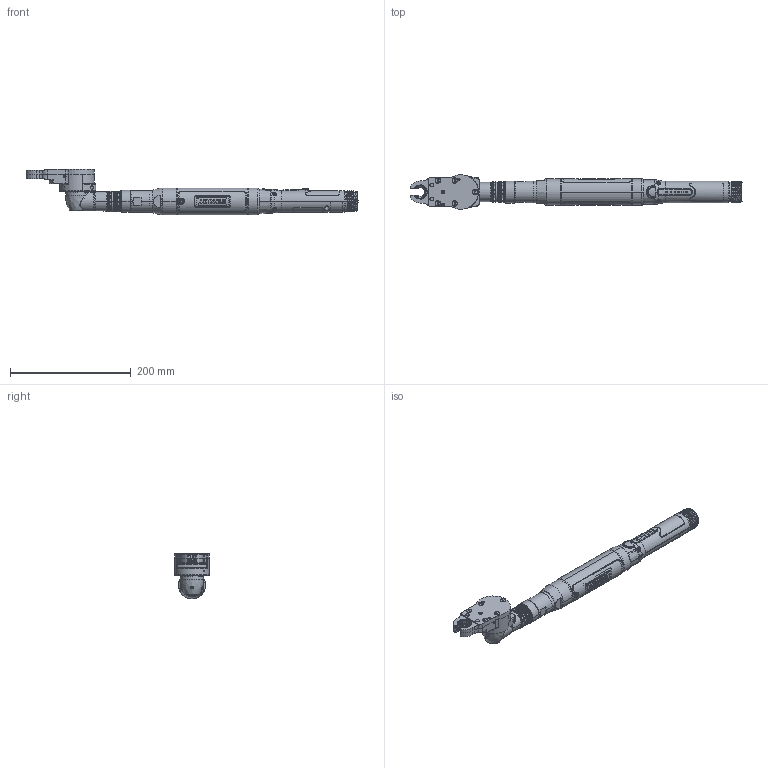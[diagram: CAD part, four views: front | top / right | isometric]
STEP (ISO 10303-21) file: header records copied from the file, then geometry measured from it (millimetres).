
FILE_DESCRIPTION((''),'2;1');
FILE_NAME('EB33LT473-30','2018-02-27T',('CEG0317'),(''),'PRO/ENGINEER BY PARAMETRIC TECHNOLOGY CORPORATION, 2010430','PRO/ENGINEER BY PARAMETRIC TECHNOLOGY CORPORATION, 2010430','');
FILE_SCHEMA(('CONFIG_CONTROL_DESIGN'));
Products named in the file (1): EB33LT473-30
Bounding box: 550.65 x 57.15 x 75.83 mm (x, y, z)
Surface area: 168968.9 mm2 (no closed solid volume)
Topology: 0 solids, 185 shells, 2515 faces, 9938 edges, 7316 vertices
Faces by surface type: cylinder 831, plane 698, bspline 379, cone 336, torus 174, extrusion 71, sphere 26
Entity records: 146011 total; most frequent: CARTESIAN_POINT 73053, ORIENTED_EDGE 14992, DIRECTION 12631, EDGE_CURVE 9934, VERTEX_POINT 7316, AXIS2_PLACEMENT_3D 4778, B_SPLINE_CURVE_WITH_KNOTS 4288, VECTOR 3075
